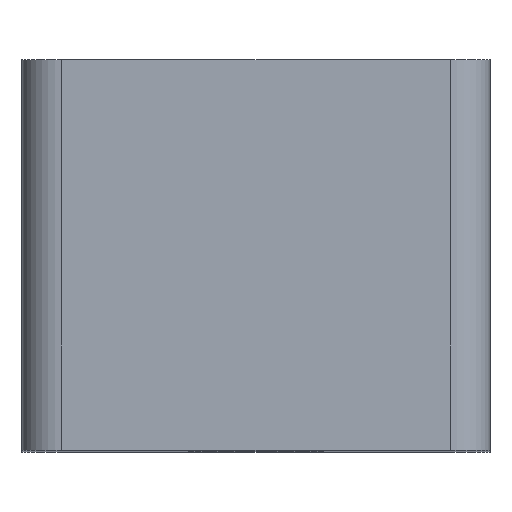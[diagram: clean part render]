
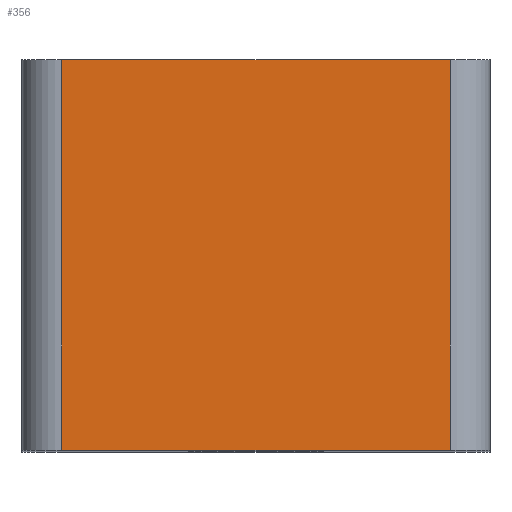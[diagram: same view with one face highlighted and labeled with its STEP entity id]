
A CAD part, top view. The second image highlights one B-rep face of the part: STEP entity #356.
In plain terms, the highlighted planar face has unit normal (0, 0, 1).
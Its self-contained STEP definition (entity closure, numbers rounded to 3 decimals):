
#60 = VERTEX_POINT('',#61);
#61 = CARTESIAN_POINT('',(89.053,-33.691,
    118.378));
#68 = EDGE_CURVE('',#69,#60,#71,.T.);
#69 = VERTEX_POINT('',#70);
#70 = CARTESIAN_POINT('',(98.853,-33.691,
    118.378));
#71 = LINE('',#72,#73);
#72 = CARTESIAN_POINT('',(99.853,-33.691,
    118.378));
#73 = VECTOR('',#74,1.);
#74 = DIRECTION('',(-1.,0.,0.));
#313 = VERTEX_POINT('',#314);
#314 = CARTESIAN_POINT('',(98.853,-43.541,
    118.378));
#321 = EDGE_CURVE('',#69,#313,#322,.T.);
#322 = LINE('',#323,#324);
#323 = CARTESIAN_POINT('',(98.853,-33.691,
    118.378));
#324 = VECTOR('',#325,1.);
#325 = DIRECTION('',(0.,-1.,0.));
#338 = VERTEX_POINT('',#339);
#339 = CARTESIAN_POINT('',(89.053,-43.541,
    118.378));
#346 = EDGE_CURVE('',#60,#338,#347,.T.);
#347 = LINE('',#348,#349);
#348 = CARTESIAN_POINT('',(89.053,-33.691,
    118.378));
#349 = VECTOR('',#350,1.);
#350 = DIRECTION('',(0.,-1.,0.));
#356 = ADVANCED_FACE('',(#357),#368,.T.);
#357 = FACE_BOUND('',#358,.T.);
#358 = EDGE_LOOP('',(#359,#360,#361,#367));
#359 = ORIENTED_EDGE('',*,*,#68,.T.);
#360 = ORIENTED_EDGE('',*,*,#346,.T.);
#361 = ORIENTED_EDGE('',*,*,#362,.F.);
#362 = EDGE_CURVE('',#313,#338,#363,.T.);
#363 = LINE('',#364,#365);
#364 = CARTESIAN_POINT('',(99.853,-43.541,
    118.378));
#365 = VECTOR('',#366,1.);
#366 = DIRECTION('',(-1.,0.,0.));
#367 = ORIENTED_EDGE('',*,*,#321,.F.);
#368 = PLANE('',#369);
#369 = AXIS2_PLACEMENT_3D('',#370,#371,#372);
#370 = CARTESIAN_POINT('',(99.853,-33.691,
    118.378));
#371 = DIRECTION('',(0.,0.,1.));
#372 = DIRECTION('',(0.,-1.,0.));
